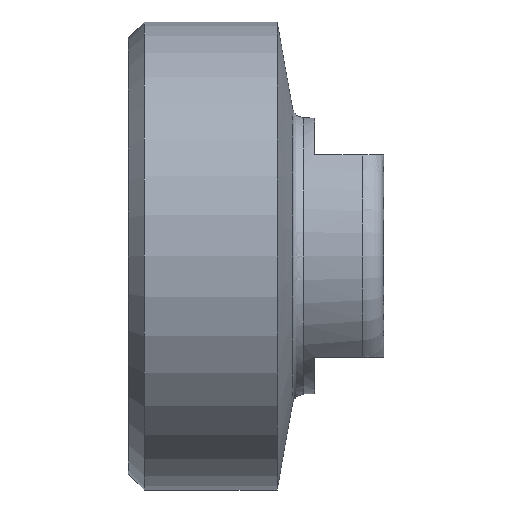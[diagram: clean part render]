
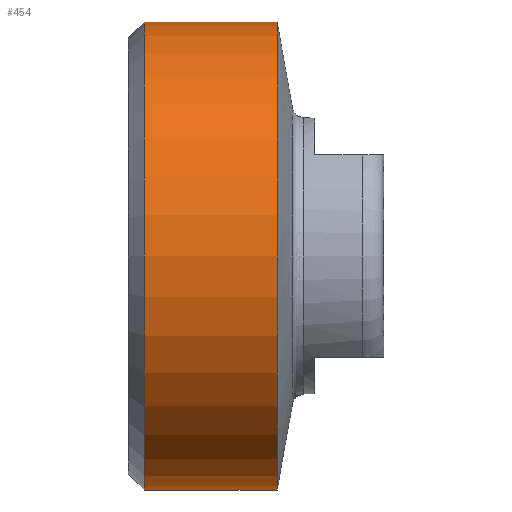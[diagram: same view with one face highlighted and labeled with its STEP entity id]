
A CAD part, front view. The second image highlights one B-rep face of the part: STEP entity #454.
In plain terms, the highlighted cylindrical face has radius 22 mm (diameter 44 mm), a full revolution.
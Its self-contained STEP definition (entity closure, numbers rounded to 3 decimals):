
#403=CARTESIAN_POINT('',(-22.5,22.,0.));
#404=VERTEX_POINT('',#403);
#405=CARTESIAN_POINT('',(-22.5,0.,0.0));
#406=DIRECTION('',(-1.0,0.0,0.0));
#407=DIRECTION('',(0.0,-1.0,0.0));
#408=AXIS2_PLACEMENT_3D('',#405,#406,#407);
#409=CIRCLE('',#408,22.0);
#410=EDGE_CURVE('',#404,#404,#409,.T.);
#435=CARTESIAN_POINT('',(-17.0,0.,0.0));
#436=DIRECTION('',(1.0,0.,0.0));
#437=DIRECTION('',(0.0,1.0,0.0));
#438=AXIS2_PLACEMENT_3D('',#435,#436,#437);
#439=CYLINDRICAL_SURFACE('',#438,22.0);
#440=CARTESIAN_POINT('',(-10.,22.,0.0));
#441=VERTEX_POINT('',#440);
#442=CARTESIAN_POINT('',(-10.,0.,0.0));
#443=DIRECTION('',(1.0,0.0,0.0));
#444=DIRECTION('',(0.0,1.0,0.0));
#445=AXIS2_PLACEMENT_3D('',#442,#443,#444);
#446=CIRCLE('',#445,22.);
#447=EDGE_CURVE('',#441,#441,#446,.T.);
#448=ORIENTED_EDGE('',*,*,#447,.F.);
#449=EDGE_LOOP('',(#448));
#450=FACE_OUTER_BOUND('',#449,.T.);
#451=ORIENTED_EDGE('',*,*,#410,.F.);
#452=EDGE_LOOP('',(#451));
#453=FACE_BOUND('',#452,.T.);
#454=ADVANCED_FACE('',(#450,#453),#439,.T.);
